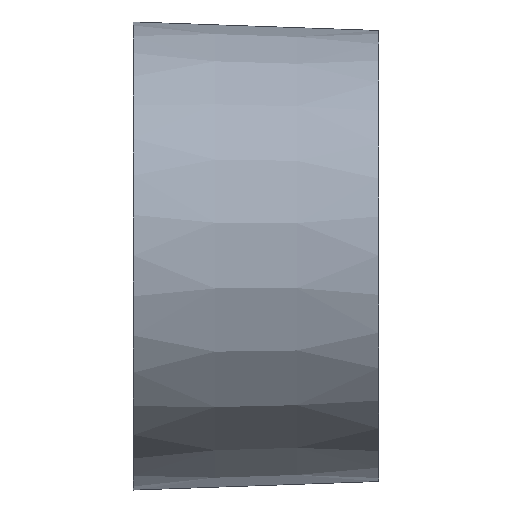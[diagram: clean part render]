
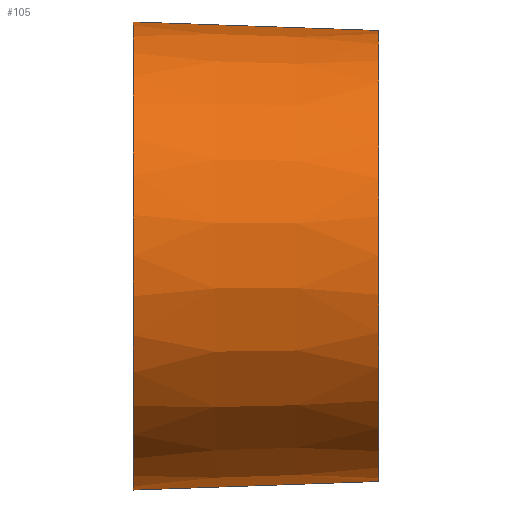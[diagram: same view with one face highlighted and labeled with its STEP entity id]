
A CAD part, top view. The second image highlights one B-rep face of the part: STEP entity #105.
In plain terms, the highlighted conical face has half-angle 2 degrees and reference radius 23 mm.
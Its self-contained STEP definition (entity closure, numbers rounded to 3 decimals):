
#29 = AXIS2_PLACEMENT_3D ( 'NONE', #104, #337, #234 ) ;
#30 = CIRCLE ( 'NONE', #29, 23. ) ;
#46 = CARTESIAN_POINT ( 'NONE',  ( 0., 147.25, 10. ) ) ;
#54 = VECTOR ( 'NONE', #243, 1000. ) ;
#62 = EDGE_CURVE ( 'NONE', #92, #433, #319, .T. ) ;
#68 = CARTESIAN_POINT ( 'NONE',  ( -25., 194.123, 10. ) ) ;
#92 = VERTEX_POINT ( 'NONE', #410 ) ;
#95 = DIRECTION ( 'NONE',  ( -0.999, -0.035, 0. ) ) ;
#104 = CARTESIAN_POINT ( 'NONE',  ( 0., 170.25, 10. ) ) ;
#105 = ADVANCED_FACE ( 'NONE', ( #151 ), #242, .T. ) ;
#112 = EDGE_CURVE ( 'NONE', #424, #391, #262, .T. ) ;
#121 = ORIENTED_EDGE ( 'NONE', *, *, #62, .T. ) ;
#151 = FACE_OUTER_BOUND ( 'NONE', #209, .T. ) ;
#153 = EDGE_CURVE ( 'NONE', #424, #92, #30, .T. ) ;
#176 = CIRCLE ( 'NONE', #240, 23.873 ) ;
#209 = EDGE_LOOP ( 'NONE', ( #443, #121, #397, #415 ) ) ;
#227 = DIRECTION ( 'NONE',  ( 0., -1., 0. ) ) ;
#234 = DIRECTION ( 'NONE',  ( 0., -1., 0. ) ) ;
#240 = AXIS2_PLACEMENT_3D ( 'NONE', #261, #260, #252 ) ;
#242 = CONICAL_SURFACE ( 'NONE', #380, 23., 0.035 ) ;
#243 = DIRECTION ( 'NONE',  ( -0.999, 0.035, 0. ) ) ;
#244 = CARTESIAN_POINT ( 'NONE',  ( 0., 193.25, 10. ) ) ;
#252 = DIRECTION ( 'NONE',  ( 0., 0., 1. ) ) ;
#260 = DIRECTION ( 'NONE',  ( -1., 0., 0. ) ) ;
#261 = CARTESIAN_POINT ( 'NONE',  ( -25., 170.25, 10. ) ) ;
#262 = LINE ( 'NONE', #307, #382 ) ;
#266 = CARTESIAN_POINT ( 'NONE',  ( -25., 146.377, 10. ) ) ;
#307 = CARTESIAN_POINT ( 'NONE',  ( 0., 147.25, 10. ) ) ;
#319 = LINE ( 'NONE', #244, #54 ) ;
#322 = DIRECTION ( 'NONE',  ( -1., 0., 0. ) ) ;
#337 = DIRECTION ( 'NONE',  ( -1., 0., 0. ) ) ;
#341 = CARTESIAN_POINT ( 'NONE',  ( 0., 170.25, 10. ) ) ;
#365 = EDGE_CURVE ( 'NONE', #391, #433, #176, .T. ) ;
#380 = AXIS2_PLACEMENT_3D ( 'NONE', #341, #322, #227 ) ;
#382 = VECTOR ( 'NONE', #95, 1000. ) ;
#391 = VERTEX_POINT ( 'NONE', #266 ) ;
#397 = ORIENTED_EDGE ( 'NONE', *, *, #365, .F. ) ;
#410 = CARTESIAN_POINT ( 'NONE',  ( 0., 193.25, 10. ) ) ;
#415 = ORIENTED_EDGE ( 'NONE', *, *, #112, .F. ) ;
#424 = VERTEX_POINT ( 'NONE', #46 ) ;
#433 = VERTEX_POINT ( 'NONE', #68 ) ;
#443 = ORIENTED_EDGE ( 'NONE', *, *, #153, .T. ) ;
